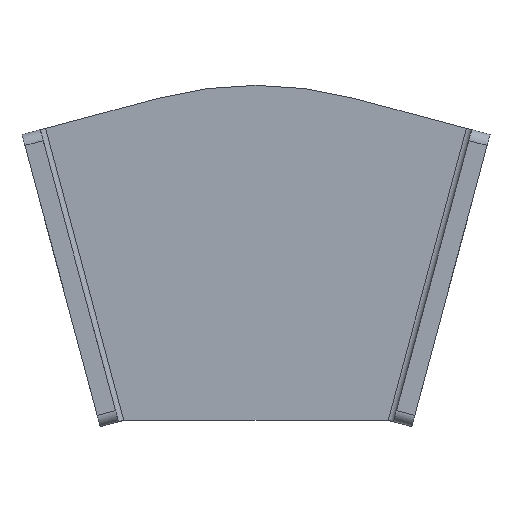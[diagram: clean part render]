
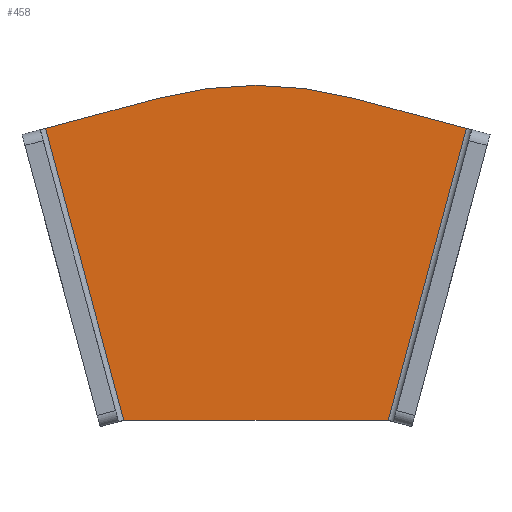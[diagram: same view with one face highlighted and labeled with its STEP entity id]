
A CAD part, top view. The second image highlights one B-rep face of the part: STEP entity #458.
In plain terms, the highlighted planar face has unit normal (0, 0, 1).
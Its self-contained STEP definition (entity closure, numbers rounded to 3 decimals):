
#11 = CARTESIAN_POINT ( 'NONE',  ( -27.853, 38.637, 0. ) ) ;
#23 = DIRECTION ( 'NONE',  ( 0., 0., 1. ) ) ;
#24 = DIRECTION ( 'NONE',  ( 1., 0., 0. ) ) ;
#32 = CARTESIAN_POINT ( 'NONE',  ( 17.5, 0., 0. ) ) ;
#84 = LINE ( 'NONE', #11, #344 ) ;
#92 = PLANE ( 'NONE',  #932 ) ;
#95 = DIRECTION ( 'NONE',  ( -0.966, -0.259, 0. ) ) ;
#107 = CARTESIAN_POINT ( 'NONE',  ( -12.941, 42.633, 0. ) ) ;
#114 = VERTEX_POINT ( 'NONE', #817 ) ;
#121 = ORIENTED_EDGE ( 'NONE', *, *, #185, .T. ) ;
#124 = CARTESIAN_POINT ( 'NONE',  ( -17.5, 0., 0. ) ) ;
#129 = VECTOR ( 'NONE', #778, 1000. ) ;
#143 = CARTESIAN_POINT ( 'NONE',  ( -17.5, 0., 0. ) ) ;
#157 = CARTESIAN_POINT ( 'NONE',  ( 27.853, 38.637, 0. ) ) ;
#185 = EDGE_CURVE ( 'NONE', #318, #640, #258, .T. ) ;
#189 = VECTOR ( 'NONE', #24, 1000. ) ;
#194 = AXIS2_PLACEMENT_3D ( 'NONE', #667, #23, #654 ) ;
#213 = DIRECTION ( 'NONE',  ( 0.259, -0.966, 0. ) ) ;
#219 = DIRECTION ( 'NONE',  ( 0., 0., -1. ) ) ;
#258 = LINE ( 'NONE', #32, #189 ) ;
#289 = DIRECTION ( 'NONE',  ( -1., 0., 0. ) ) ;
#315 = EDGE_LOOP ( 'NONE', ( #780, #486, #375, #329, #121, #546 ) ) ;
#318 = VERTEX_POINT ( 'NONE', #124 ) ;
#329 = ORIENTED_EDGE ( 'NONE', *, *, #533, .T. ) ;
#344 = VECTOR ( 'NONE', #95, 1000. ) ;
#354 = VECTOR ( 'NONE', #362, 1000. ) ;
#362 = DIRECTION ( 'NONE',  ( 0.259, 0.966, 0. ) ) ;
#375 = ORIENTED_EDGE ( 'NONE', *, *, #742, .T. ) ;
#405 = CIRCLE ( 'NONE', #194, 50. ) ;
#425 = FACE_OUTER_BOUND ( 'NONE', #315, .T. ) ;
#458 = ADVANCED_FACE ( 'NONE', ( #425 ), #92, .F. ) ;
#486 = ORIENTED_EDGE ( 'NONE', *, *, #690, .T. ) ;
#506 = VERTEX_POINT ( 'NONE', #642 ) ;
#510 = EDGE_CURVE ( 'NONE', #640, #114, #737, .T. ) ;
#533 = EDGE_CURVE ( 'NONE', #506, #318, #885, .T. ) ;
#546 = ORIENTED_EDGE ( 'NONE', *, *, #510, .T. ) ;
#563 = LINE ( 'NONE', #859, #129 ) ;
#640 = VERTEX_POINT ( 'NONE', #822 ) ;
#642 = CARTESIAN_POINT ( 'NONE',  ( -27.853, 38.637, 0. ) ) ;
#654 = DIRECTION ( 'NONE',  ( -1., 0., 0. ) ) ;
#659 = VERTEX_POINT ( 'NONE', #107 ) ;
#667 = CARTESIAN_POINT ( 'NONE',  ( 0., -5.664, 0. ) ) ;
#688 = VERTEX_POINT ( 'NONE', #745 ) ;
#690 = EDGE_CURVE ( 'NONE', #688, #659, #405, .T. ) ;
#714 = CARTESIAN_POINT ( 'NONE',  ( 0., 0., 0. ) ) ;
#737 = LINE ( 'NONE', #157, #354 ) ;
#742 = EDGE_CURVE ( 'NONE', #659, #506, #84, .T. ) ;
#745 = CARTESIAN_POINT ( 'NONE',  ( 12.941, 42.633, 0. ) ) ;
#778 = DIRECTION ( 'NONE',  ( -0.966, 0.259, 0. ) ) ;
#780 = ORIENTED_EDGE ( 'NONE', *, *, #781, .T. ) ;
#781 = EDGE_CURVE ( 'NONE', #114, #688, #563, .T. ) ;
#817 = CARTESIAN_POINT ( 'NONE',  ( 27.853, 38.637, 0. ) ) ;
#822 = CARTESIAN_POINT ( 'NONE',  ( 17.5, 0., 0. ) ) ;
#842 = VECTOR ( 'NONE', #213, 1000. ) ;
#859 = CARTESIAN_POINT ( 'NONE',  ( 0., 46.1, 0. ) ) ;
#885 = LINE ( 'NONE', #143, #842 ) ;
#932 = AXIS2_PLACEMENT_3D ( 'NONE', #714, #219, #289 ) ;
